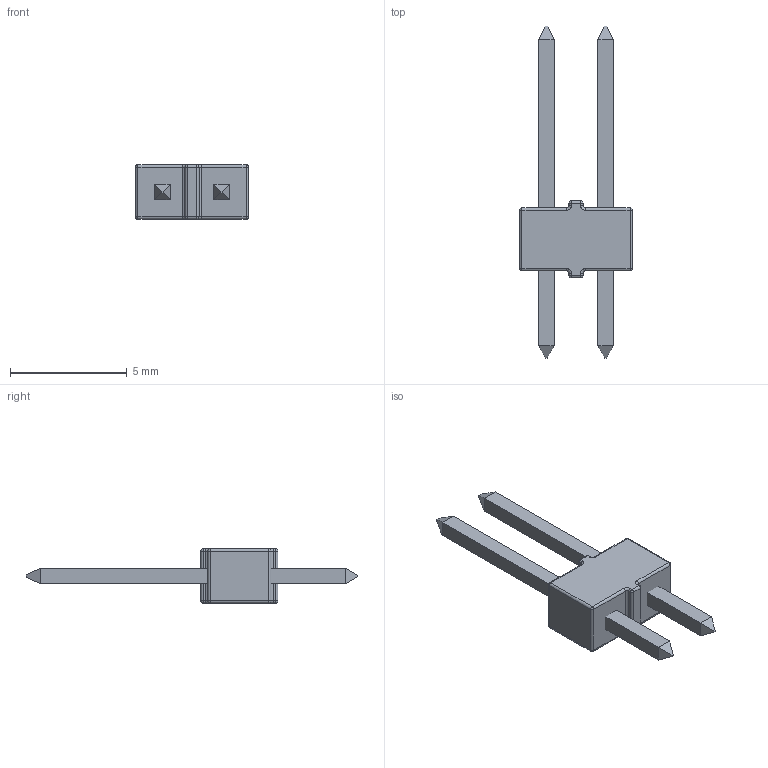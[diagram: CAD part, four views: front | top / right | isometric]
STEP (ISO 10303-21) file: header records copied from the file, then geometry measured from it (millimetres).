
FILE_DESCRIPTION (( 'STEP AP214' ), '1' );
FILE_NAME ('0022032021.STEP', '2018-02-20T21:17:19', ( '' ), ( '' ), 'SwSTEP 2.0', 'SolidWorks 2014', '' );
FILE_SCHEMA (( 'AUTOMOTIVE_DESIGN' ));
Length unit declared in the file: millimetre
Products named in the file (1): 0022032021
Bounding box: 4.83 x 14.22 x 2.34 mm (x, y, z)
Volume: 41.1 mm3; surface area: 124 mm2
Topology: 5 solids, 5 shells, 114 faces, 248 edges, 128 vertices
Faces by surface type: plane 54, cylinder 36, sphere 16, torus 8
Entity records: 3241 total; most frequent: DIRECTION 542, CARTESIAN_POINT 475, ORIENTED_EDGE 464, EDGE_CURVE 232, AXIS2_PLACEMENT_3D 195, VECTOR 152, LINE 152, VERTEX_POINT 128
